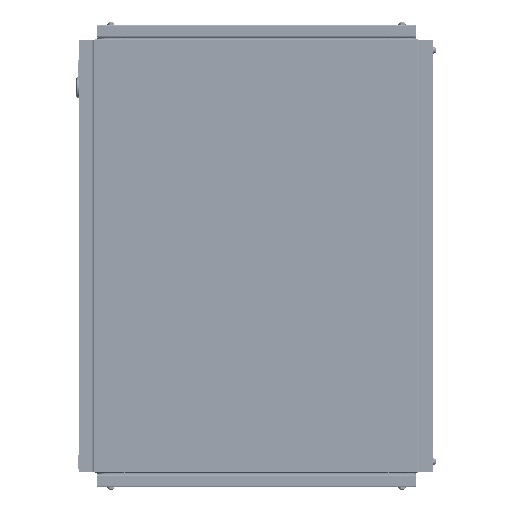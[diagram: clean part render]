
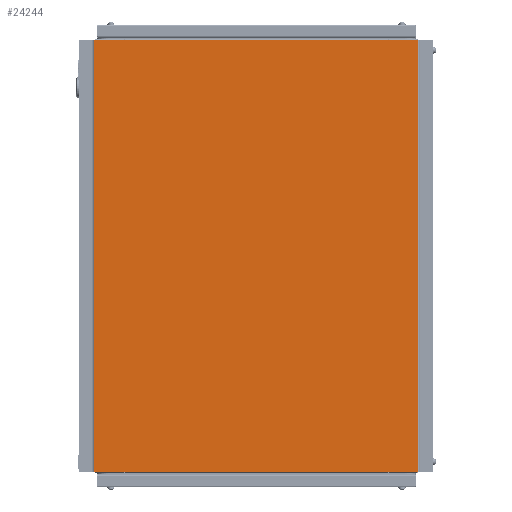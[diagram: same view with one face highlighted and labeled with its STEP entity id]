
A CAD part, front view. The second image highlights one B-rep face of the part: STEP entity #24244.
In plain terms, the highlighted planar face has unit normal (0, -1, 0).
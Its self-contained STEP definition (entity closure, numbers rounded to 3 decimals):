
#2100 = CARTESIAN_POINT ( 'NONE',  ( 19.8, -20., 599. ) ) ;
#3562 = DIRECTION ( 'NONE',  ( 0., 1., 0. ) ) ;
#4536 = CARTESIAN_POINT ( 'NONE',  ( 19.8, -20., 599. ) ) ;
#4634 = VECTOR ( 'NONE', #8816, 1000. ) ;
#8816 = DIRECTION ( 'NONE',  ( 0., 0., -1. ) ) ;
#9182 = VERTEX_POINT ( 'NONE', #39195 ) ;
#11605 = CARTESIAN_POINT ( 'NONE',  ( 20.8, -20., 599. ) ) ;
#15260 = VERTEX_POINT ( 'NONE', #41053 ) ;
#17681 = DIRECTION ( 'NONE',  ( 1., 0., 0. ) ) ;
#20528 = EDGE_CURVE ( 'NONE', #9182, #25376, #32989, .T. ) ;
#21030 = LINE ( 'NONE', #40443, #22502 ) ;
#21139 = LINE ( 'NONE', #11605, #22075 ) ;
#22075 = VECTOR ( 'NONE', #40549, 1000. ) ;
#22502 = VECTOR ( 'NONE', #59828, 1000. ) ;
#22924 = EDGE_CURVE ( 'NONE', #37374, #25376, #21030, .T. ) ;
#23925 = DIRECTION ( 'NONE',  ( -1., 0., 0. ) ) ;
#24235 = PLANE ( 'NONE',  #25524 ) ;
#24244 = ADVANCED_FACE ( 'NONE', ( #27752 ), #24235, .F. ) ;
#25376 = VERTEX_POINT ( 'NONE', #30611 ) ;
#25524 = AXIS2_PLACEMENT_3D ( 'NONE', #4536, #3562, #23925 ) ;
#27752 = FACE_OUTER_BOUND ( 'NONE', #50892, .T. ) ;
#30611 = CARTESIAN_POINT ( 'NONE',  ( 469.2, -20., 0. ) ) ;
#32989 = LINE ( 'NONE', #61601, #4634 ) ;
#34816 = EDGE_CURVE ( 'NONE', #15260, #9182, #61241, .T. ) ;
#37374 = VERTEX_POINT ( 'NONE', #47003 ) ;
#39195 = CARTESIAN_POINT ( 'NONE',  ( 469.2, -20., 599. ) ) ;
#40443 = CARTESIAN_POINT ( 'NONE',  ( 19.8, -20., 0. ) ) ;
#40549 = DIRECTION ( 'NONE',  ( 0., 0., -1. ) ) ;
#41053 = CARTESIAN_POINT ( 'NONE',  ( 20.8, -20., 599. ) ) ;
#42473 = ORIENTED_EDGE ( 'NONE', *, *, #20528, .F. ) ;
#47003 = CARTESIAN_POINT ( 'NONE',  ( 20.8, -20., 0. ) ) ;
#50892 = EDGE_LOOP ( 'NONE', ( #51028, #42473, #55302, #56766 ) ) ;
#51028 = ORIENTED_EDGE ( 'NONE', *, *, #22924, .T. ) ;
#55302 = ORIENTED_EDGE ( 'NONE', *, *, #34816, .F. ) ;
#56766 = ORIENTED_EDGE ( 'NONE', *, *, #57920, .T. ) ;
#57920 = EDGE_CURVE ( 'NONE', #15260, #37374, #21139, .T. ) ;
#58714 = VECTOR ( 'NONE', #17681, 1000. ) ;
#59828 = DIRECTION ( 'NONE',  ( 1., 0., 0. ) ) ;
#61241 = LINE ( 'NONE', #2100, #58714 ) ;
#61601 = CARTESIAN_POINT ( 'NONE',  ( 469.2, -20., 599. ) ) ;
